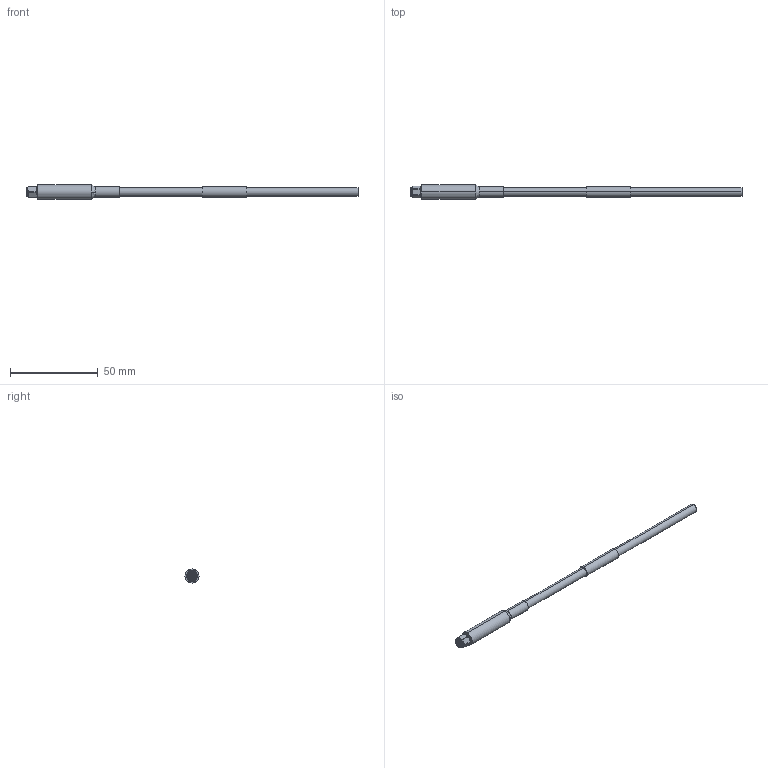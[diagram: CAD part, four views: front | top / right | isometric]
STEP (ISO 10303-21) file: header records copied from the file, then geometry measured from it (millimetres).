
FILE_DESCRIPTION (( 'STEP AP214' ), '1' );
FILE_NAME ('FMCA100058_3D.step', '2024-08-05T16:05:21', ( '' ), ( '' ), 'SwSTEP 2.0', 'SolidWorks 2022', '' );
FILE_SCHEMA (( 'AUTOMOTIVE_DESIGN' ));
Length unit declared in the file: inch
Products named in the file (4): Heat Shrink^FMCA100058; FMCA100058_3D; Coax Cable^FMCA100058; 1mm Male 02^FMCA100058
Assembly tree (3 placements, depth 2):
  FMCA100058_3D
    Coax Cable^FMCA100058
    1mm Male 02^FMCA100058
    Heat Shrink^FMCA100058
Bounding box: 189.52 x 8.09 x 8.09 mm (x, y, z)
Volume: 6371.5 mm3; surface area: 4677 mm2
Topology: 5 solids, 5 shells, 116 faces, 272 edges, 176 vertices
Faces by surface type: cylinder 51, plane 40, cone 12, bspline 9, torus 4
Entity records: 4961 total; most frequent: CARTESIAN_POINT 2170, DIRECTION 550, ORIENTED_EDGE 544, EDGE_CURVE 272, AXIS2_PLACEMENT_3D 224, VERTEX_POINT 176, EDGE_LOOP 128, ADVANCED_FACE 116
